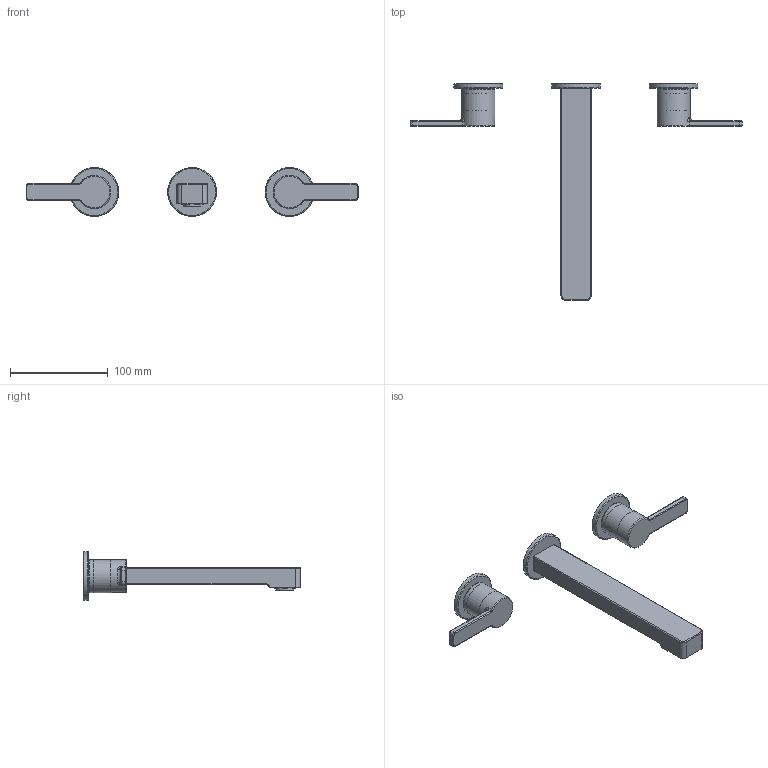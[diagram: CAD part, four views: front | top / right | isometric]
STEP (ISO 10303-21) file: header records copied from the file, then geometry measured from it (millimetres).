
FILE_DESCRIPTION(/* description */ (''),/* implementation_level */ '2;1');
FILE_NAME(/* name */ '3D_TVW10311011061_Architectura_V01.step',/* time_stamp */ '2023-01-23T15:30:55+01:00',/* author */ (''),/* organization */ (''),/* preprocessor_version */ 'ST-DEVELOPER v19.2',/* originating_system */ 'Autodesk Translation Framework v11.17.0.187',/* authorisation */ '');
FILE_SCHEMA (('AUTOMOTIVE_DESIGN { 1 0 10303 214 3 1 1 }'));
Length unit declared in the file: millimetre
Products named in the file (15): (Nicht gespeichert); 3D_TVW10311011061_Architectura_V01; Komponente6; Komponente7; Komponente8; Komponente9; Komponente10; Komponente11; Komponente12; Komponente14; Komponente15; Komponente16; Komponente17; Komponente18; Komponente14 (1)
Assembly tree (14 placements, depth 3):
  (Nicht gespeichert)
    3D_TVW10311011061_Architectura_V01
      Komponente6
      Komponente7
      Komponente8
      Komponente9
      Komponente10
      Komponente11
      Komponente12
      Komponente14
      Komponente15
      Komponente16
      Komponente17
      Komponente18
    Komponente14 (1)
Bounding box: 339.85 x 222 x 49.95 mm (x, y, z)
Volume: 273484.4 mm3; surface area: 65537 mm2
Topology: 11 solids, 14 shells, 209 faces, 485 edges, 313 vertices
Faces by surface type: plane 78, cylinder 67, bspline 34, torus 25, cone 5
Full cylindrical faces by diameter (mm): 5.5 x2, 6.2 x1, 7.7 x1, 16.92 x1, 17.52 x1, 18.2 x1, 21 x2, 25 x1, 28.3 x2, 28.5 x2, 30.8 x2, 33.476 x2, 34 x4, 50 x3
Entity records: 8480 total; most frequent: CARTESIAN_POINT 3348, DIRECTION 1015, ORIENTED_EDGE 958, EDGE_CURVE 485, AXIS2_PLACEMENT_3D 402, VERTEX_POINT 313, EDGE_LOOP 228, LINE 211
